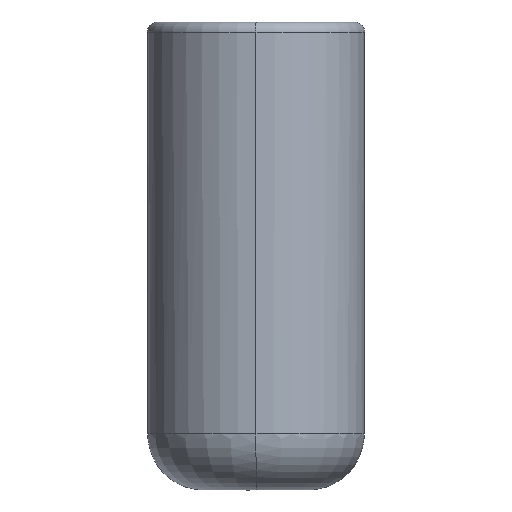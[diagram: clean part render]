
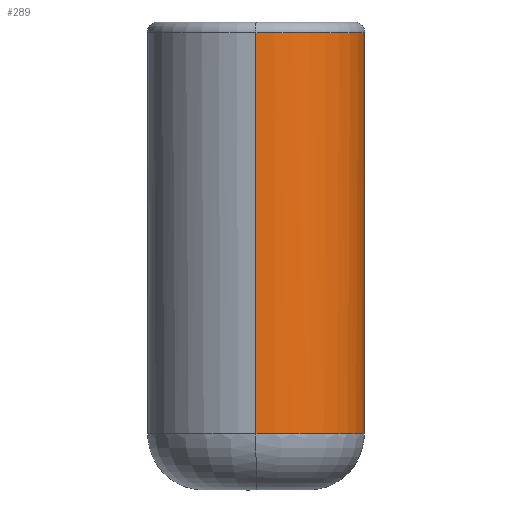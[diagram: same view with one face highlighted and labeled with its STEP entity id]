
A CAD part, left-side view. The second image highlights one B-rep face of the part: STEP entity #289.
In plain terms, the highlighted cylindrical face has radius 7.874 mm (diameter 15.748 mm), a partial arc.
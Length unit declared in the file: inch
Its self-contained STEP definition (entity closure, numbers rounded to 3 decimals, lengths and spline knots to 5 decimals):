
#67 = VERTEX_POINT ( 'NONE', #383 ) ;
#195 = CARTESIAN_POINT ( 'NONE',  ( -0.31, 0., -0.03 ) ) ;
#197 = AXIS2_PLACEMENT_3D ( 'NONE', #966, #1981, #3033 ) ;
#214 = CARTESIAN_POINT ( 'NONE',  ( 0.09227, -0.29598, -0.98507 ) ) ;
#222 = CYLINDRICAL_SURFACE ( 'NONE', #2612, 0.31 ) ;
#229 = CARTESIAN_POINT ( 'NONE',  ( 0.2568, -0.17409, -0.71861 ) ) ;
#289 = ADVANCED_FACE ( 'NONE', ( #2778 ), #222, .T. ) ;
#361 = VERTEX_POINT ( 'NONE', #1157 ) ;
#383 = CARTESIAN_POINT ( 'NONE',  ( 0.31, 0., -0.645 ) ) ;
#414 = VECTOR ( 'NONE', #1925, 39.37008 ) ;
#452 = VERTEX_POINT ( 'NONE', #195 ) ;
#458 = CARTESIAN_POINT ( 'NONE',  ( 0.08357, -0.29852, -1.05424 ) ) ;
#474 = EDGE_CURVE ( 'NONE', #763, #3202, #1763, .T. ) ;
#476 = CARTESIAN_POINT ( 'NONE',  ( 0.22774, -0.2106, -0.75952 ) ) ;
#602 = CARTESIAN_POINT ( 'NONE',  ( -0.31, 0., -1.335 ) ) ;
#641 = ORIENTED_EDGE ( 'NONE', *, *, #1078, .T. ) ;
#709 = ORIENTED_EDGE ( 'NONE', *, *, #474, .T. ) ;
#715 = CARTESIAN_POINT ( 'NONE',  ( 0.08958, -0.29679, -1.08478 ) ) ;
#730 = CARTESIAN_POINT ( 'NONE',  ( 0.16457, -0.26289, -0.85203 ) ) ;
#751 = CARTESIAN_POINT ( 'NONE',  ( 0.3088, -0.03125, -0.64665 ) ) ;
#763 = VERTEX_POINT ( 'NONE', #2553 ) ;
#868 = CARTESIAN_POINT ( 'NONE',  ( 0.13161, -0.28067, -1.175 ) ) ;
#885 = ORIENTED_EDGE ( 'NONE', *, *, #2152, .T. ) ;
#911 = CARTESIAN_POINT ( 'NONE',  ( 0.31, 0., -1.335 ) ) ;
#919 = DIRECTION ( 'NONE',  ( 0., 0., -1. ) ) ;
#965 = CARTESIAN_POINT ( 'NONE',  ( 0.11651, -0.28737, -1.14853 ) ) ;
#966 = CARTESIAN_POINT ( 'NONE',  ( 0., 0., -1.175 ) ) ;
#981 = CARTESIAN_POINT ( 'NONE',  ( 0.13286, -0.28021, -0.9026 ) ) ;
#998 = CARTESIAN_POINT ( 'NONE',  ( 0.29247, -0.10378, -0.66912 ) ) ;
#1078 = EDGE_CURVE ( 'NONE', #361, #452, #3010, .T. ) ;
#1108 = AXIS2_PLACEMENT_3D ( 'NONE', #3235, #919, #1933 ) ;
#1157 = CARTESIAN_POINT ( 'NONE',  ( 0.31, 0., -0.03 ) ) ;
#1230 = CARTESIAN_POINT ( 'NONE',  ( 0.09787, -0.29422, -0.97068 ) ) ;
#1237 = CARTESIAN_POINT ( 'NONE',  ( 0., 0., -1.335 ) ) ;
#1245 = CARTESIAN_POINT ( 'NONE',  ( 0.26996, -0.1529, -0.70027 ) ) ;
#1406 = VECTOR ( 'NONE', #1617, 39.37008 ) ;
#1476 = CARTESIAN_POINT ( 'NONE',  ( 0.08254, -0.29881, -1.03079 ) ) ;
#1495 = CARTESIAN_POINT ( 'NONE',  ( 0.23533, -0.20212, -0.74877 ) ) ;
#1617 = DIRECTION ( 'NONE',  ( 0., 0., 1. ) ) ;
#1733 = CARTESIAN_POINT ( 'NONE',  ( 0.08754, -0.29739, -1.07721 ) ) ;
#1749 = CARTESIAN_POINT ( 'NONE',  ( 0.18857, -0.2468, -0.81581 ) ) ;
#1763 = CIRCLE ( 'NONE', #197, 0.31 ) ;
#1771 = CARTESIAN_POINT ( 'NONE',  ( 0.31, -0.01576, -0.645 ) ) ;
#1925 = DIRECTION ( 'NONE',  ( 0., 0., 1. ) ) ;
#1933 = DIRECTION ( 'NONE',  ( 1., 0., 0. ) ) ;
#1980 = CARTESIAN_POINT ( 'NONE',  ( 0.10291, -0.29251, -1.12099 ) ) ;
#1981 = DIRECTION ( 'NONE',  ( 0., 0., 1. ) ) ;
#1994 = CARTESIAN_POINT ( 'NONE',  ( 0.14071, -0.27637, -0.88964 ) ) ;
#2009 = CARTESIAN_POINT ( 'NONE',  ( 0.30086, -0.07612, -0.65756 ) ) ;
#2021 = EDGE_CURVE ( 'NONE', #67, #361, #3228, .T. ) ;
#2091 = B_SPLINE_CURVE_WITH_KNOTS ( 'NONE', 3,
 ( #2490, #3291, #965, #1980, #3032, #715, #1733, #2769, #458, #1476, #2509, #214, #1230, #2247, #3311, #981, #1994, #3046, #730, #1749, #2786, #476, #1495, #2528, #229, #1245, #2264, #3329, #998, #2009, #3064, #751, #1771, #2805 ),
 .UNSPECIFIED., .F., .F.,
 ( 4, 2, 2, 2, 2, 2, 2, 2, 2, 2, 2, 2, 2, 2, 2, 2, 4 ),
 ( 0., 0.00119, 0.00238, 0.00297, 0.00356, 0.00475, 0.00594, 0.00713, 0.00831, 0.0095, 0.01188, 0.01306, 0.01425, 0.01544, 0.01663, 0.01781, 0.019 ),
 .UNSPECIFIED. ) ;
#2152 = EDGE_CURVE ( 'NONE', #3202, #67, #2091, .T. ) ;
#2224 = ORIENTED_EDGE ( 'NONE', *, *, #2021, .T. ) ;
#2247 = CARTESIAN_POINT ( 'NONE',  ( 0.1107, -0.28964, -0.94261 ) ) ;
#2256 = DIRECTION ( 'NONE',  ( 0., 0., 1. ) ) ;
#2264 = CARTESIAN_POINT ( 'NONE',  ( 0.27621, -0.14139, -0.6916 ) ) ;
#2363 = EDGE_LOOP ( 'NONE', ( #3219, #709, #885, #2224, #641 ) ) ;
#2490 = CARTESIAN_POINT ( 'NONE',  ( 0.13161, -0.28067, -1.175 ) ) ;
#2509 = CARTESIAN_POINT ( 'NONE',  ( 0.0845, -0.29829, -1.0152 ) ) ;
#2528 = CARTESIAN_POINT ( 'NONE',  ( 0.24984, -0.18389, -0.72835 ) ) ;
#2553 = CARTESIAN_POINT ( 'NONE',  ( -0.31, 0., -1.175 ) ) ;
#2612 = AXIS2_PLACEMENT_3D ( 'NONE', #1237, #2256, #3320 ) ;
#2769 = CARTESIAN_POINT ( 'NONE',  ( 0.08454, -0.29825, -1.06196 ) ) ;
#2778 = FACE_OUTER_BOUND ( 'NONE', #2363, .T. ) ;
#2786 = CARTESIAN_POINT ( 'NONE',  ( 0.20454, -0.23398, -0.79267 ) ) ;
#2805 = CARTESIAN_POINT ( 'NONE',  ( 0.31, 0., -0.645 ) ) ;
#3010 = CIRCLE ( 'NONE', #1108, 0.31 ) ;
#3032 = CARTESIAN_POINT ( 'NONE',  ( 0.09674, -0.29456, -1.10689 ) ) ;
#3033 = DIRECTION ( 'NONE',  ( 1., 0., 0. ) ) ;
#3046 = CARTESIAN_POINT ( 'NONE',  ( 0.15656, -0.26772, -0.86436 ) ) ;
#3064 = CARTESIAN_POINT ( 'NONE',  ( 0.30425, -0.06132, -0.65289 ) ) ;
#3175 = LINE ( 'NONE', #602, #1406 ) ;
#3202 = VERTEX_POINT ( 'NONE', #868 ) ;
#3219 = ORIENTED_EDGE ( 'NONE', *, *, #3336, .F. ) ;
#3228 = LINE ( 'NONE', #911, #414 ) ;
#3235 = CARTESIAN_POINT ( 'NONE',  ( 0., 0., -0.03 ) ) ;
#3291 = CARTESIAN_POINT ( 'NONE',  ( 0.12394, -0.28427, -1.16191 ) ) ;
#3311 = CARTESIAN_POINT ( 'NONE',  ( 0.11787, -0.28683, -0.92907 ) ) ;
#3320 = DIRECTION ( 'NONE',  ( 1., 0., 0. ) ) ;
#3329 = CARTESIAN_POINT ( 'NONE',  ( 0.28748, -0.11677, -0.676 ) ) ;
#3336 = EDGE_CURVE ( 'NONE', #763, #452, #3175, .T. ) ;
